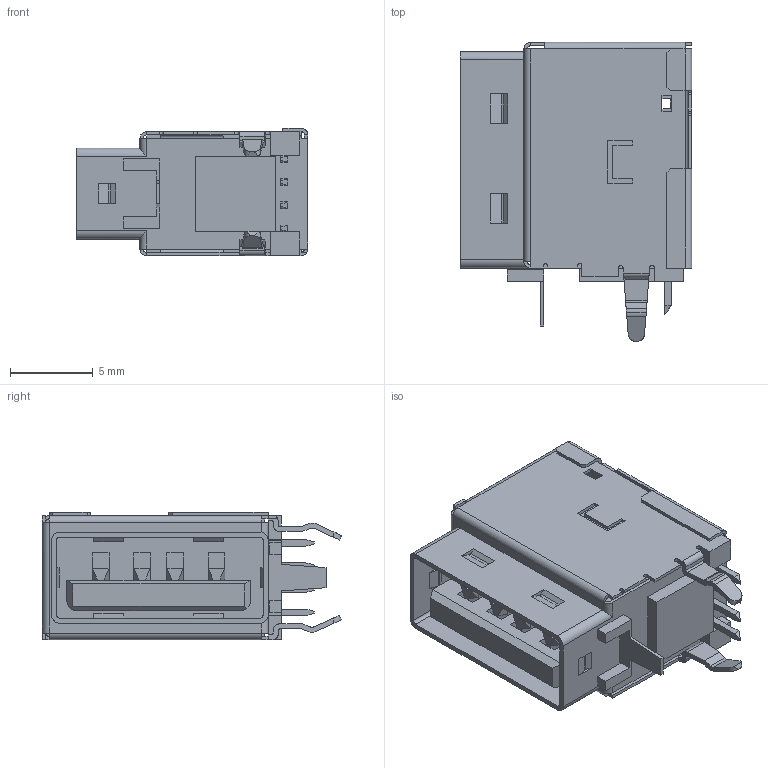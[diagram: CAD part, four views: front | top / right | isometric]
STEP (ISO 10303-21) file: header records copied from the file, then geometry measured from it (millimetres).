
FILE_DESCRIPTION (( 'STEP AP214' ), '1' );
FILE_NAME ('User Library-USB-A_TH.STEP', '2019-09-20T14:57:55', ( '' ), ( '' ), 'SwSTEP 2.0', 'SolidWorks 2019', '' );
FILE_SCHEMA (( 'AUTOMOTIVE_DESIGN' ));
Length unit declared in the file: millimetre
Products named in the file (1): User Library-USB-A_TH
Bounding box: 14 x 18.09 x 7.7 mm (x, y, z)
Volume: 660.2 mm3; surface area: 1859.7 mm2
Topology: 1 solids, 1 shells, 416 faces, 1147 edges, 731 vertices
Faces by surface type: plane 327, cylinder 81, bspline 8
Entity records: 13622 total; most frequent: CARTESIAN_POINT 3324, ORIENTED_EDGE 2294, DIRECTION 1831, EDGE_CURVE 1147, VECTOR 965, LINE 965, VERTEX_POINT 731, EDGE_LOOP 440
